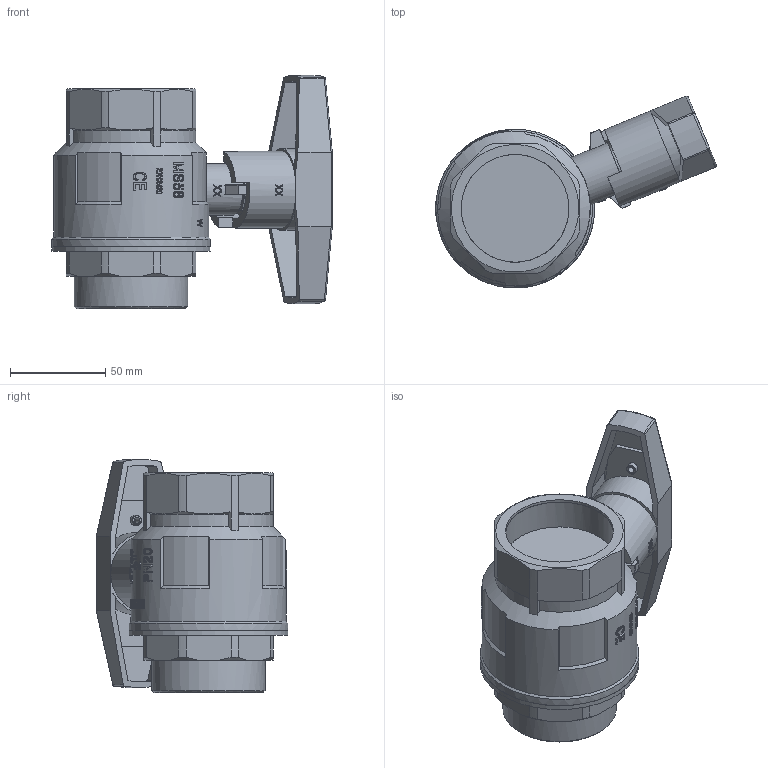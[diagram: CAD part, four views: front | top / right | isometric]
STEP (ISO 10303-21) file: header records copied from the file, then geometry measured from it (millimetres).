
FILE_DESCRIPTION(/* description */ ('Unknown'),/* implementation_level */ '2;1');
FILE_NAME(/* name */ '681-09',/* time_stamp */ '2022-03-28T09:41:06+02:00',/* author */ ('Unknown'),/* organization */ ('Unknown'),/* preprocessor_version */ 'ST-DEVELOPER v16.7',/* originating_system */ 'Solid Edge',/* authorisation */ 'Unknown');
FILE_SCHEMA (('AUTOMOTIVE_DESIGN {1 0 10303 214 3 1 1}'));
Products named in the file (11): 2.647.050; T-Griff 2; Abdeckkappe-2-a; T-Griff-Al-2-a; Befestigungsschraube; 610-09; 600-09_Spindel; 600-09_Stopfbuchse; 610-09_Einschraubteil; 600-09_Körper
Assembly tree (10 placements, depth 4):
  2.647.050
    T-Griff 2
      Abdeckkappe-2-a
      T-Griff-Al-2-a
      Befestigungsschraube
    610-09
      600-09_Spindel
        600-09_Stopfbuchse
        600-09_Spindel
      610-09_Einschraubteil
      600-09_Körper
Bounding box: 147.47 x 100.78 x 122.45 mm (x, y, z)
Volume: 221399.4 mm3; surface area: 106221.1 mm2
Topology: 7 solids, 8 shells, 1781 faces, 4988 edges, 3305 vertices
Faces by surface type: plane 1568, cylinder 145, cone 52, torus 7, sphere 6, bspline 3
Full cylindrical faces by diameter (mm): 3.4 x2, 5.3 x4, 12 x1, 16 x1, 16.1 x1, 16.5 x1, 18 x1, 19 x1, 20 x2, 20.5 x1, 20.52 x1, 22 x1, 26.5 x1, 27 x1, 30.4 x1, 40.4 x1, 49.5 x2, 56.656 x1, 56.658 x2, 59.614 x1, 62 x2, 75 x1, 77 x1, 77.5 x1, 81.5 x1, 83.5 x2
Entity records: 70518 total; most frequent: CARTESIAN_POINT 14509, DIRECTION 10509, ORIENTED_EDGE 9820, EDGE_CURVE 4910, AXIS2_PLACEMENT_3D 3919, VERTEX_POINT 3286, LINE 2671, VECTOR 2671
